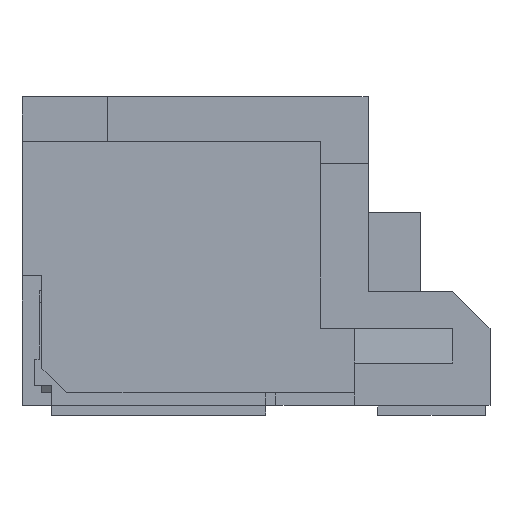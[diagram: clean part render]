
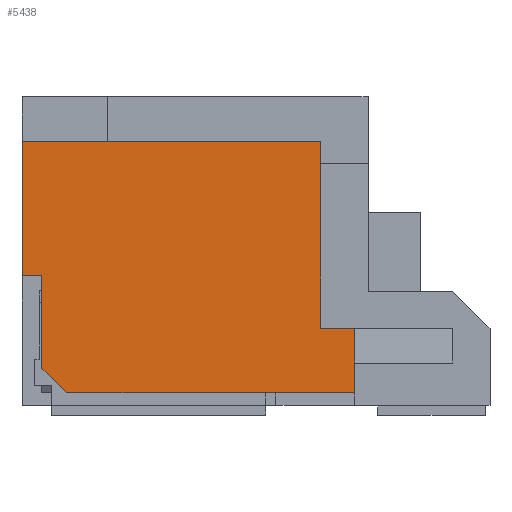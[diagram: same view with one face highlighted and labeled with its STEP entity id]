
A CAD part, left-side view. The second image highlights one B-rep face of the part: STEP entity #5438.
In plain terms, the highlighted planar face has unit normal (-1, 0, 0).
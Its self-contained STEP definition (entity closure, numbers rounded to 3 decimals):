
#225=DIRECTION('',(0.,0.,-1.));
#226=VECTOR('',#225,2.7);
#227=CARTESIAN_POINT('',(-9.,4.9,2.36));
#228=LINE('',#227,#226);
#273=DIRECTION('',(0.,-0.707,-0.707));
#274=VECTOR('',#273,0.707);
#275=CARTESIAN_POINT('',(-9.,4.5,-2.19));
#276=LINE('',#275,#274);
#277=DIRECTION('',(0.,1.,0.));
#278=VECTOR('',#277,0.4);
#279=CARTESIAN_POINT('',(-9.,4.5,-0.34));
#280=LINE('',#279,#278);
#281=DIRECTION('',(0.,-1.,0.));
#282=VECTOR('',#281,6.);
#283=CARTESIAN_POINT('',(-9.,4.9,2.36));
#284=LINE('',#283,#282);
#285=DIRECTION('',(0.,0.,-1.));
#286=VECTOR('',#285,0.7);
#287=CARTESIAN_POINT('',(-9.,-1.784,
-1.39));
#288=LINE('',#287,#286);
#293=DIRECTION('',(0.,0.,1.));
#294=VECTOR('',#293,0.6);
#295=CARTESIAN_POINT('',(-9.,-1.784,
-2.69));
#296=LINE('',#295,#294);
#305=DIRECTION('',(0.,-1.,0.));
#306=VECTOR('',#305,5.784);
#307=CARTESIAN_POINT('',(-9.,4.,-2.69));
#308=LINE('',#307,#306);
#341=DIRECTION('',(0.,0.,-1.));
#342=VECTOR('',#341,1.85);
#343=CARTESIAN_POINT('',(-9.,4.5,-0.34));
#344=LINE('',#343,#342);
#1733=DIRECTION('',(0.,1.,0.));
#1734=VECTOR('',#1733,0.684);
#1735=CARTESIAN_POINT('',(-9.,-1.784,
-1.39));
#1736=LINE('',#1735,#1734);
#1749=DIRECTION('',(0.,0.,1.));
#1750=VECTOR('',#1749,3.75);
#1751=CARTESIAN_POINT('',(-9.,-1.1,-1.39));
#1752=LINE('',#1751,#1750);
#4597=CARTESIAN_POINT('',(-9.,4.,-2.69));
#4598=VERTEX_POINT('',#4597);
#4599=CARTESIAN_POINT('',(-9.,4.5,-2.19));
#4600=VERTEX_POINT('',#4599);
#4626=CARTESIAN_POINT('',(-9.,-1.784,
-2.09));
#4628=VERTEX_POINT('',#4626);
#4641=CARTESIAN_POINT('',(-9.,-1.784,
-2.69));
#4642=VERTEX_POINT('',#4641);
#4643=CARTESIAN_POINT('',(-9.,-1.784,
-1.39));
#4644=VERTEX_POINT('',#4643);
#4645=CARTESIAN_POINT('',(-9.,-1.1,-1.39));
#4646=VERTEX_POINT('',#4645);
#4647=CARTESIAN_POINT('',(-9.,-1.1,2.36));
#4648=VERTEX_POINT('',#4647);
#4649=CARTESIAN_POINT('',(-9.,4.9,2.36));
#4650=VERTEX_POINT('',#4649);
#4651=CARTESIAN_POINT('',(-9.,4.9,-0.34));
#4652=VERTEX_POINT('',#4651);
#4653=CARTESIAN_POINT('',(-9.,4.5,-0.34));
#4654=VERTEX_POINT('',#4653);
#5413=CARTESIAN_POINT('',(-9.,4.9,-0.34));
#5414=DIRECTION('',(1.,0.,0.));
#5415=DIRECTION('',(0.,0.,1.));
#5416=AXIS2_PLACEMENT_3D('',#5413,#5414,#5415);
#5417=PLANE('',#5416);
#5419=ORIENTED_EDGE('',*,*,#5418,.F.);
#5421=ORIENTED_EDGE('',*,*,#5420,.F.);
#5423=ORIENTED_EDGE('',*,*,#5422,.F.);
#5425=ORIENTED_EDGE('',*,*,#5424,.F.);
#5426=ORIENTED_EDGE('',*,*,#5404,.T.);
#5427=ORIENTED_EDGE('',*,*,#5345,.F.);
#5429=ORIENTED_EDGE('',*,*,#5428,.T.);
#5431=ORIENTED_EDGE('',*,*,#5430,.F.);
#5433=ORIENTED_EDGE('',*,*,#5432,.F.);
#5435=ORIENTED_EDGE('',*,*,#5434,.T.);
#5436=EDGE_LOOP('',(#5419,#5421,#5423,#5425,#5426,#5427,#5429,#5431,#5433,
#5435));
#5437=FACE_OUTER_BOUND('',#5436,.F.);
#5438=ADVANCED_FACE('',(#5437),#5417,.F.);
#5345=EDGE_CURVE('',#4650,#4652,#228,.T.);
#5404=EDGE_CURVE('',#4654,#4652,#280,.T.);
#5418=EDGE_CURVE('',#4642,#4628,#296,.T.);
#5420=EDGE_CURVE('',#4598,#4642,#308,.T.);
#5422=EDGE_CURVE('',#4600,#4598,#276,.T.);
#5424=EDGE_CURVE('',#4654,#4600,#344,.T.);
#5428=EDGE_CURVE('',#4650,#4648,#284,.T.);
#5430=EDGE_CURVE('',#4646,#4648,#1752,.T.);
#5432=EDGE_CURVE('',#4644,#4646,#1736,.T.);
#5434=EDGE_CURVE('',#4644,#4628,#288,.T.);
